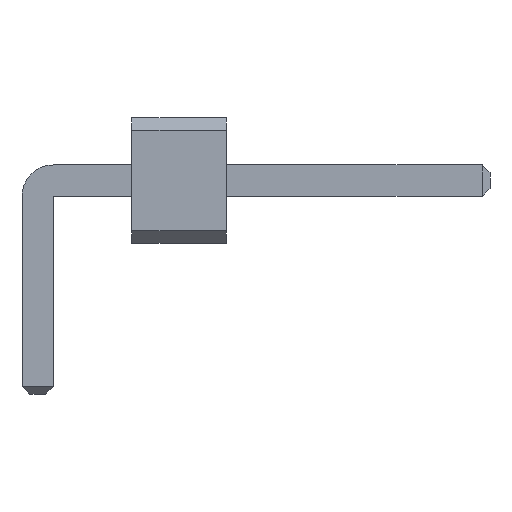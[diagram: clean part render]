
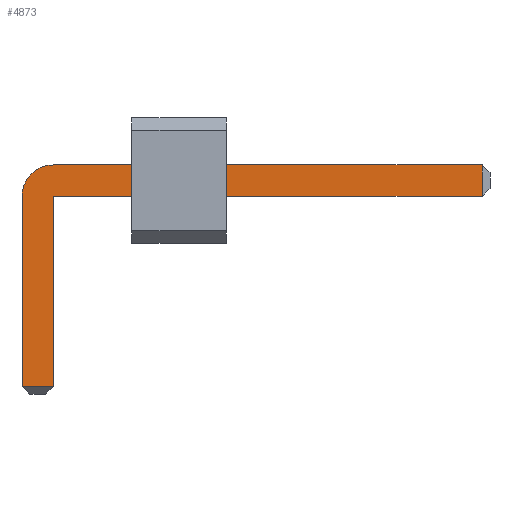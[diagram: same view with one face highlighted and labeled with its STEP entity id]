
A CAD part, front view. The second image highlights one B-rep face of the part: STEP entity #4873.
In plain terms, the highlighted planar face has unit normal (0, -1, 0).
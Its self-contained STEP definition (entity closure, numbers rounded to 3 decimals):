
#13=DIRECTION('',(0.,0.,1.));
#27=VECTOR('',#28,1.);
#28=DIRECTION('',(1.,0.,0.));
#2215=VECTOR('',#13,1.);
#2257=DIRECTION('',(0.,1.,0.));
#4687=VECTOR('',#4688,1.);
#4688=DIRECTION('',(0.,0.,-1.));
#4695=VECTOR('',#4696,1.);
#4696=DIRECTION('',(-1.,0.,0.));
#4717=DIRECTION('',(-0.,1.,0.));
#4727=VERTEX_POINT('',#4728);
#4728=CARTESIAN_POINT('',(0.25,-74.25,1.25));
#4730=ORIENTED_EDGE('',*,*,#4731,.T.);
#4731=EDGE_CURVE('',#4727,#4732,#4734,.T.);
#4732=VERTEX_POINT('',#4733);
#4733=CARTESIAN_POINT('',(7.075,-74.25,1.25));
#4734=LINE('',#4735,#27);
#4735=CARTESIAN_POINT('',(-0.25,-74.25,1.25));
#4771=EDGE_CURVE('',#4772,#4727,#4774,.T.);
#4772=VERTEX_POINT('',#4773);
#4773=CARTESIAN_POINT('',(-0.25,-74.25,0.75));
#4774=CIRCLE('',#4775,0.5);
#4775=AXIS2_PLACEMENT_3D('',#4776,#4717,#4688);
#4776=CARTESIAN_POINT('',(0.25,-74.25,0.75));
#4788=VERTEX_POINT('',#4789);
#4789=CARTESIAN_POINT('',(7.075,-74.25,0.75));
#4791=ORIENTED_EDGE('',*,*,#4792,.T.);
#4792=EDGE_CURVE('',#4788,#4793,#4794,.T.);
#4793=VERTEX_POINT('',#4776);
#4794=LINE('',#4795,#4695);
#4795=CARTESIAN_POINT('',(7.2,-74.25,0.75));
#4807=VERTEX_POINT('',#4808);
#4808=CARTESIAN_POINT('',(-0.25,-74.25,-2.275));
#4810=ORIENTED_EDGE('',*,*,#4811,.T.);
#4811=EDGE_CURVE('',#4807,#4772,#4812,.T.);
#4812=LINE('',#4813,#2215);
#4813=CARTESIAN_POINT('',(-0.25,-74.25,-2.4));
#4821=ORIENTED_EDGE('',*,*,#4822,.T.);
#4822=EDGE_CURVE('',#4793,#4823,#4825,.T.);
#4823=VERTEX_POINT('',#4824);
#4824=CARTESIAN_POINT('',(0.25,-74.25,-2.275));
#4825=LINE('',#4776,#4687);
#4873=ADVANCED_FACE('',(#4874),#4883,.F.);
#4874=FACE_BOUND('',#4875,.F.);
#4875=EDGE_LOOP('',(#4730,#4876,#4791,#4821,#4879,#4810,#4882));
#4876=ORIENTED_EDGE('',*,*,#4877,.T.);
#4877=EDGE_CURVE('',#4732,#4788,#4878,.T.);
#4878=LINE('',#4733,#4687);
#4879=ORIENTED_EDGE('',*,*,#4880,.T.);
#4880=EDGE_CURVE('',#4823,#4807,#4881,.T.);
#4881=LINE('',#4824,#4695);
#4882=ORIENTED_EDGE('',*,*,#4771,.T.);
#4883=PLANE('',#4884);
#4884=AXIS2_PLACEMENT_3D('',#4885,#2257,#13);
#4885=CARTESIAN_POINT('',(2.489,-74.25,0.411));
